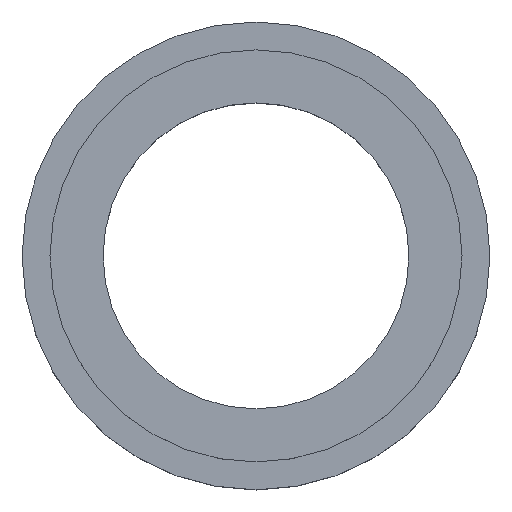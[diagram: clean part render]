
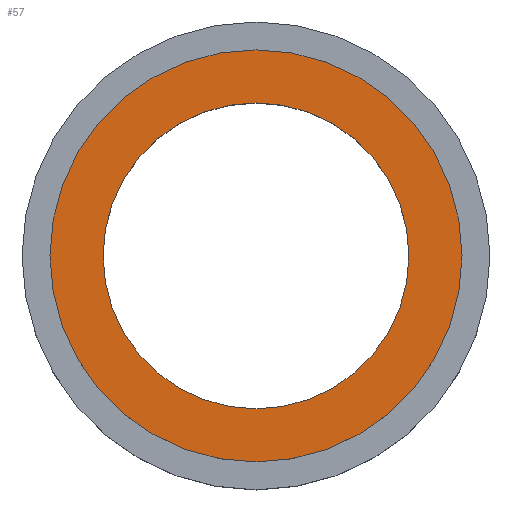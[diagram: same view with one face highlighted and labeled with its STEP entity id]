
A CAD part, top view. The second image highlights one B-rep face of the part: STEP entity #57.
In plain terms, the highlighted planar face has unit normal (0, 0, 1).
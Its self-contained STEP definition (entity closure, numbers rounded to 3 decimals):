
#24 = AXIS2_PLACEMENT_3D ( 'NONE', #94, #219, #223 ) ;
#26 = CIRCLE ( 'NONE', #51, 22.9 ) ;
#28 = ORIENTED_EDGE ( 'NONE', *, *, #171, .T. ) ;
#32 = CARTESIAN_POINT ( 'NONE',  ( 0., 0., 3. ) ) ;
#40 = CIRCLE ( 'NONE', #130, 17. ) ;
#51 = AXIS2_PLACEMENT_3D ( 'NONE', #273, #218, #140 ) ;
#57 = ADVANCED_FACE ( 'NONE', ( #63, #174 ), #77, .T. ) ;
#63 = FACE_BOUND ( 'NONE', #104, .T. ) ;
#72 = CARTESIAN_POINT ( 'NONE',  ( 17., 0., 3. ) ) ;
#77 = PLANE ( 'NONE',  #134 ) ;
#86 = CARTESIAN_POINT ( 'NONE',  ( 0., 0., 3. ) ) ;
#87 = CARTESIAN_POINT ( 'NONE',  ( -17., 0., 3. ) ) ;
#89 = CIRCLE ( 'NONE', #24, 22.9 ) ;
#91 = AXIS2_PLACEMENT_3D ( 'NONE', #86, #258, #126 ) ;
#94 = CARTESIAN_POINT ( 'NONE',  ( 0., 0., 3. ) ) ;
#97 = ORIENTED_EDGE ( 'NONE', *, *, #232, .F. ) ;
#103 = EDGE_CURVE ( 'NONE', #158, #207, #89, .T. ) ;
#104 = EDGE_LOOP ( 'NONE', ( #133, #97 ) ) ;
#106 = CIRCLE ( 'NONE', #91, 17. ) ;
#126 = DIRECTION ( 'NONE',  ( 1., 0., 0. ) ) ;
#130 = AXIS2_PLACEMENT_3D ( 'NONE', #148, #210, #225 ) ;
#131 = DIRECTION ( 'NONE',  ( 0., 0., 1. ) ) ;
#133 = ORIENTED_EDGE ( 'NONE', *, *, #281, .F. ) ;
#134 = AXIS2_PLACEMENT_3D ( 'NONE', #32, #131, #283 ) ;
#140 = DIRECTION ( 'NONE',  ( 1., 0., 0. ) ) ;
#141 = VERTEX_POINT ( 'NONE', #72 ) ;
#148 = CARTESIAN_POINT ( 'NONE',  ( 0., 0., 3. ) ) ;
#158 = VERTEX_POINT ( 'NONE', #199 ) ;
#169 = EDGE_LOOP ( 'NONE', ( #202, #28 ) ) ;
#171 = EDGE_CURVE ( 'NONE', #207, #158, #26, .T. ) ;
#174 = FACE_OUTER_BOUND ( 'NONE', #169, .T. ) ;
#199 = CARTESIAN_POINT ( 'NONE',  ( -22.9, 0., 3. ) ) ;
#202 = ORIENTED_EDGE ( 'NONE', *, *, #103, .T. ) ;
#207 = VERTEX_POINT ( 'NONE', #242 ) ;
#210 = DIRECTION ( 'NONE',  ( 0., 0., 1. ) ) ;
#218 = DIRECTION ( 'NONE',  ( 0., 0., 1. ) ) ;
#219 = DIRECTION ( 'NONE',  ( 0., 0., 1. ) ) ;
#223 = DIRECTION ( 'NONE',  ( 1., 0., 0. ) ) ;
#225 = DIRECTION ( 'NONE',  ( 1., 0., 0. ) ) ;
#232 = EDGE_CURVE ( 'NONE', #275, #141, #40, .T. ) ;
#242 = CARTESIAN_POINT ( 'NONE',  ( 22.9, 0., 3. ) ) ;
#258 = DIRECTION ( 'NONE',  ( 0., 0., 1. ) ) ;
#273 = CARTESIAN_POINT ( 'NONE',  ( 0., 0., 3. ) ) ;
#275 = VERTEX_POINT ( 'NONE', #87 ) ;
#281 = EDGE_CURVE ( 'NONE', #141, #275, #106, .T. ) ;
#283 = DIRECTION ( 'NONE',  ( 1., 0., 0. ) ) ;
